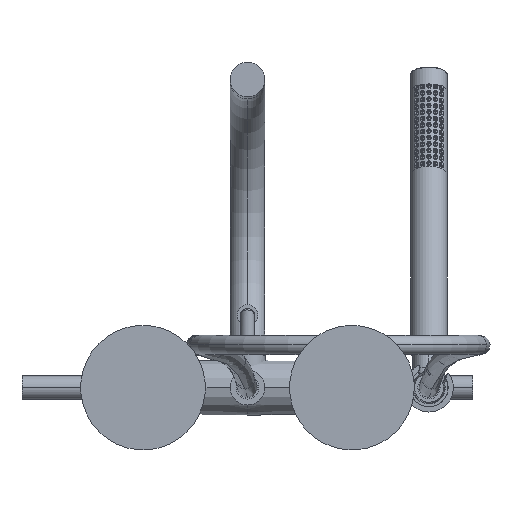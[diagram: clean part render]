
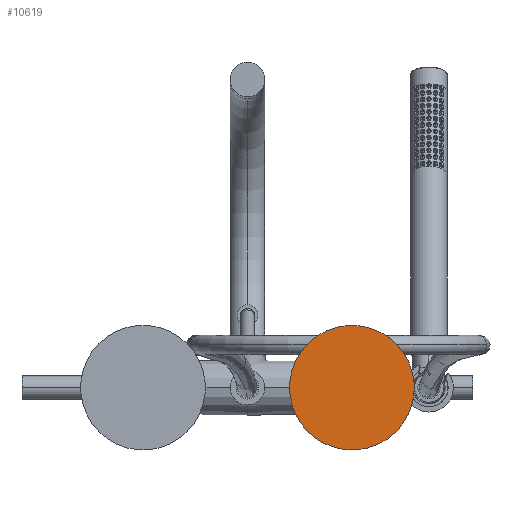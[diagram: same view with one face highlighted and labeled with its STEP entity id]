
A CAD part, front view. The second image highlights one B-rep face of the part: STEP entity #10619.
In plain terms, the highlighted face is planar.
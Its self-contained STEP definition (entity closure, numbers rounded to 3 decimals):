
#984 = DIRECTION ( 'NONE',  ( 0., 0., 1. ) ) ;
#2292 = CARTESIAN_POINT ( 'NONE',  ( 0., 0., 0. ) ) ;
#3796 = DIRECTION ( 'NONE',  ( 1., 0., 0. ) ) ;
#3945 = DIRECTION ( 'NONE',  ( 1., 0., 0. ) ) ;
#5334 = CARTESIAN_POINT ( 'NONE',  ( -44.75, 0., 0. ) ) ;
#6253 = VERTEX_POINT ( 'NONE', #17225 ) ;
#7288 = AXIS2_PLACEMENT_3D ( 'NONE', #10855, #984, #12473 ) ;
#7739 = VERTEX_POINT ( 'NONE', #5334 ) ;
#8197 = FACE_OUTER_BOUND ( 'NONE', #13556, .T. ) ;
#8673 = CARTESIAN_POINT ( 'NONE',  ( 0., 0., 0. ) ) ;
#9051 = ORIENTED_EDGE ( 'NONE', *, *, #14177, .F. ) ;
#9448 = CIRCLE ( 'NONE', #7288, 44.75 ) ;
#10497 = AXIS2_PLACEMENT_3D ( 'NONE', #2292, #13767, #3945 ) ;
#10619 = ADVANCED_FACE ( 'NONE', ( #8197 ), #20118, .F. ) ;
#10855 = CARTESIAN_POINT ( 'NONE',  ( 0., 0., 0. ) ) ;
#12473 = DIRECTION ( 'NONE',  ( 1., 0., 0. ) ) ;
#13556 = EDGE_LOOP ( 'NONE', ( #19541, #9051 ) ) ;
#13623 = DIRECTION ( 'NONE',  ( 0., 0., 1. ) ) ;
#13767 = DIRECTION ( 'NONE',  ( 0., 0., 1. ) ) ;
#13791 = CIRCLE ( 'NONE', #10497, 44.75 ) ;
#14177 = EDGE_CURVE ( 'NONE', #6253, #7739, #9448, .T. ) ;
#15201 = EDGE_CURVE ( 'NONE', #7739, #6253, #13791, .T. ) ;
#17225 = CARTESIAN_POINT ( 'NONE',  ( 44.75, 0., 0. ) ) ;
#19541 = ORIENTED_EDGE ( 'NONE', *, *, #15201, .F. ) ;
#20118 = PLANE ( 'NONE',  #20958 ) ;
#20958 = AXIS2_PLACEMENT_3D ( 'NONE', #8673, #13623, #3796 ) ;
